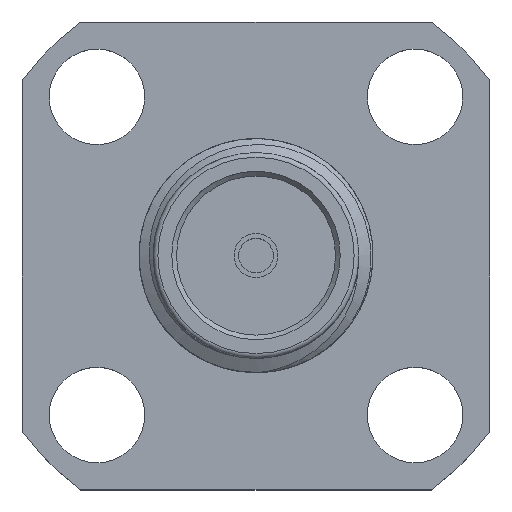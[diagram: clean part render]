
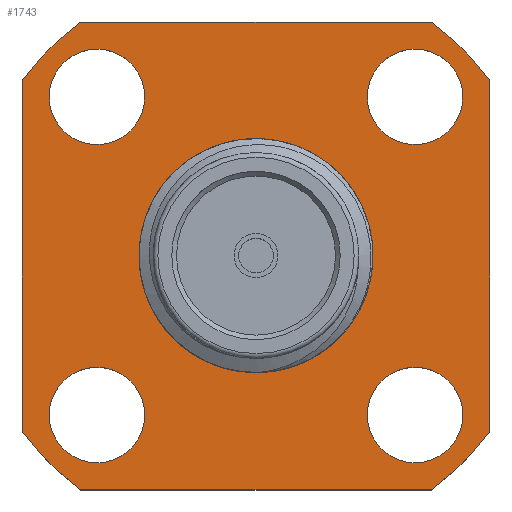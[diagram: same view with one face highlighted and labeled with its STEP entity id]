
A CAD part, top view. The second image highlights one B-rep face of the part: STEP entity #1743.
In plain terms, the highlighted planar face has unit normal (0, 0, 1).
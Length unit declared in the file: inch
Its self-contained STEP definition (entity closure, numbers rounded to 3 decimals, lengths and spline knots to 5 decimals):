
#71 = ORIENTED_EDGE ( 'NONE', *, *, #2720, .F. ) ;
#86 = ORIENTED_EDGE ( 'NONE', *, *, #2358, .T. ) ;
#88 = CARTESIAN_POINT ( 'NONE',  ( 0., 0., -0.31 ) ) ;
#107 = AXIS2_PLACEMENT_3D ( 'NONE', #625, #1721, #1513 ) ;
#122 = AXIS2_PLACEMENT_3D ( 'NONE', #409, #1333, #215 ) ;
#125 = AXIS2_PLACEMENT_3D ( 'NONE', #1666, #2519, #2270 ) ;
#183 = VERTEX_POINT ( 'NONE', #2101 ) ;
#187 = EDGE_CURVE ( 'NONE', #1508, #1508, #438, .T. ) ;
#212 = CARTESIAN_POINT ( 'NONE',  ( 0.1875, -0.25, -0.31 ) ) ;
#215 = DIRECTION ( 'NONE',  ( 1., 0., 0. ) ) ;
#217 = CIRCLE ( 'NONE', #960, 0.3125 ) ;
#259 = FACE_BOUND ( 'NONE', #2556, .T. ) ;
#270 = ORIENTED_EDGE ( 'NONE', *, *, #1125, .F. ) ;
#273 = FACE_BOUND ( 'NONE', #2614, .T. ) ;
#332 = DIRECTION ( 'NONE',  ( 0., 0., 1. ) ) ;
#343 = DIRECTION ( 'NONE',  ( 0., 1., 0. ) ) ;
#409 = CARTESIAN_POINT ( 'NONE',  ( 0., 0., -0.31 ) ) ;
#420 = VERTEX_POINT ( 'NONE', #2849 ) ;
#438 = CIRCLE ( 'NONE', #1407, 0.051 ) ;
#508 = ORIENTED_EDGE ( 'NONE', *, *, #701, .F. ) ;
#579 = CARTESIAN_POINT ( 'NONE',  ( -0.119, 0.17, -0.31 ) ) ;
#598 = AXIS2_PLACEMENT_3D ( 'NONE', #671, #1577, #2645 ) ;
#625 = CARTESIAN_POINT ( 'NONE',  ( 0., 0., -0.31 ) ) ;
#631 = CARTESIAN_POINT ( 'NONE',  ( -0.25, -0.25, -0.31 ) ) ;
#661 = VERTEX_POINT ( 'NONE', #2806 ) ;
#668 = CARTESIAN_POINT ( 'NONE',  ( 0.25, 0.1875, -0.31 ) ) ;
#671 = CARTESIAN_POINT ( 'NONE',  ( 0., 0., -0.31 ) ) ;
#673 = DIRECTION ( 'NONE',  ( 0., 0., 1. ) ) ;
#681 = FACE_BOUND ( 'NONE', #1527, .T. ) ;
#701 = EDGE_CURVE ( 'NONE', #851, #851, #2530, .T. ) ;
#757 = CARTESIAN_POINT ( 'NONE',  ( 0., 0., -0.31 ) ) ;
#759 = EDGE_CURVE ( 'NONE', #1246, #1246, #1363, .T. ) ;
#761 = AXIS2_PLACEMENT_3D ( 'NONE', #1268, #2157, #825 ) ;
#772 = ORIENTED_EDGE ( 'NONE', *, *, #1211, .T. ) ;
#825 = DIRECTION ( 'NONE',  ( 1., 0., 0. ) ) ;
#844 = ORIENTED_EDGE ( 'NONE', *, *, #2560, .T. ) ;
#851 = VERTEX_POINT ( 'NONE', #1731 ) ;
#871 = ORIENTED_EDGE ( 'NONE', *, *, #2250, .T. ) ;
#874 = VECTOR ( 'NONE', #343, 39.37008 ) ;
#896 = DIRECTION ( 'NONE',  ( 1., 0., 0. ) ) ;
#916 = CIRCLE ( 'NONE', #125, 0.051 ) ;
#941 = ORIENTED_EDGE ( 'NONE', *, *, #187, .F. ) ;
#960 = AXIS2_PLACEMENT_3D ( 'NONE', #88, #2127, #2597 ) ;
#971 = EDGE_CURVE ( 'NONE', #2714, #661, #2167, .T. ) ;
#1010 = DIRECTION ( 'NONE',  ( 1., 0., 0. ) ) ;
#1040 = EDGE_CURVE ( 'NONE', #1763, #1739, #2220, .T. ) ;
#1056 = EDGE_CURVE ( 'NONE', #1739, #2346, #1563, .T. ) ;
#1125 = EDGE_CURVE ( 'NONE', #1643, #1643, #916, .T. ) ;
#1144 = FACE_BOUND ( 'NONE', #1991, .T. ) ;
#1149 = VECTOR ( 'NONE', #1520, 39.37008 ) ;
#1157 = DIRECTION ( 'NONE',  ( 0., -1., 0. ) ) ;
#1211 = EDGE_CURVE ( 'NONE', #661, #420, #1718, .T. ) ;
#1222 = VERTEX_POINT ( 'NONE', #1620 ) ;
#1246 = VERTEX_POINT ( 'NONE', #2610 ) ;
#1268 = CARTESIAN_POINT ( 'NONE',  ( 0.17, 0.17, -0.31 ) ) ;
#1309 = CARTESIAN_POINT ( 'NONE',  ( -0.25, -0.25, -0.31 ) ) ;
#1333 = DIRECTION ( 'NONE',  ( 0., 0., 1. ) ) ;
#1342 = ORIENTED_EDGE ( 'NONE', *, *, #1056, .T. ) ;
#1363 = CIRCLE ( 'NONE', #107, 0.11989 ) ;
#1380 = CARTESIAN_POINT ( 'NONE',  ( 0., 0., -0.31 ) ) ;
#1382 = VECTOR ( 'NONE', #2199, 39.37008 ) ;
#1395 = AXIS2_PLACEMENT_3D ( 'NONE', #1813, #673, #896 ) ;
#1401 = VERTEX_POINT ( 'NONE', #668 ) ;
#1407 = AXIS2_PLACEMENT_3D ( 'NONE', #2572, #2070, #1010 ) ;
#1417 = ORIENTED_EDGE ( 'NONE', *, *, #759, .T. ) ;
#1456 = LINE ( 'NONE', #2630, #874 ) ;
#1469 = EDGE_CURVE ( 'NONE', #420, #1763, #2396, .T. ) ;
#1508 = VERTEX_POINT ( 'NONE', #1700 ) ;
#1513 = DIRECTION ( 'NONE',  ( -1., 0., 0. ) ) ;
#1520 = DIRECTION ( 'NONE',  ( 0., -1., 0. ) ) ;
#1527 = EDGE_LOOP ( 'NONE', ( #71 ) ) ;
#1530 = VECTOR ( 'NONE', #1937, 39.37008 ) ;
#1563 = LINE ( 'NONE', #1309, #1382 ) ;
#1566 = EDGE_LOOP ( 'NONE', ( #772, #2300, #2447, #1342, #871, #86, #844, #1801 ) ) ;
#1573 = DIRECTION ( 'NONE',  ( 0., 0., -1. ) ) ;
#1577 = DIRECTION ( 'NONE',  ( 0., 0., 1. ) ) ;
#1620 = CARTESIAN_POINT ( 'NONE',  ( 0.221, -0.17, -0.31 ) ) ;
#1643 = VERTEX_POINT ( 'NONE', #579 ) ;
#1651 = DIRECTION ( 'NONE',  ( 1., 0., 0. ) ) ;
#1666 = CARTESIAN_POINT ( 'NONE',  ( -0.17, 0.17, -0.31 ) ) ;
#1700 = CARTESIAN_POINT ( 'NONE',  ( -0.119, -0.17, -0.31 ) ) ;
#1718 = CIRCLE ( 'NONE', #2813, 0.3125 ) ;
#1721 = DIRECTION ( 'NONE',  ( 0., 0., -1. ) ) ;
#1731 = CARTESIAN_POINT ( 'NONE',  ( 0.221, 0.17, -0.31 ) ) ;
#1739 = VERTEX_POINT ( 'NONE', #2254 ) ;
#1743 = ADVANCED_FACE ( 'NONE', ( #681, #273, #1794, #259, #1144, #2037 ), #2668, .F. ) ;
#1748 = CARTESIAN_POINT ( 'NONE',  ( -0.25, 0.25, -0.31 ) ) ;
#1763 = VERTEX_POINT ( 'NONE', #2707 ) ;
#1794 = FACE_BOUND ( 'NONE', #2687, .T. ) ;
#1801 = ORIENTED_EDGE ( 'NONE', *, *, #971, .T. ) ;
#1813 = CARTESIAN_POINT ( 'NONE',  ( 0.17, -0.17, -0.31 ) ) ;
#1937 = DIRECTION ( 'NONE',  ( -1., 0., 0. ) ) ;
#1991 = EDGE_LOOP ( 'NONE', ( #1417 ) ) ;
#1998 = CARTESIAN_POINT ( 'NONE',  ( 0.1875, 0.25, -0.31 ) ) ;
#2037 = FACE_OUTER_BOUND ( 'NONE', #1566, .T. ) ;
#2070 = DIRECTION ( 'NONE',  ( 0., 0., 1. ) ) ;
#2101 = CARTESIAN_POINT ( 'NONE',  ( 0.25, -0.1875, -0.31 ) ) ;
#2127 = DIRECTION ( 'NONE',  ( 0., 0., 1. ) ) ;
#2157 = DIRECTION ( 'NONE',  ( 0., 0., 1. ) ) ;
#2167 = LINE ( 'NONE', #1748, #1530 ) ;
#2199 = DIRECTION ( 'NONE',  ( 1., 0., 0. ) ) ;
#2220 = CIRCLE ( 'NONE', #598, 0.3125 ) ;
#2250 = EDGE_CURVE ( 'NONE', #2346, #183, #2348, .T. ) ;
#2254 = CARTESIAN_POINT ( 'NONE',  ( -0.1875, -0.25, -0.31 ) ) ;
#2270 = DIRECTION ( 'NONE',  ( 1., 0., 0. ) ) ;
#2300 = ORIENTED_EDGE ( 'NONE', *, *, #1469, .T. ) ;
#2346 = VERTEX_POINT ( 'NONE', #212 ) ;
#2348 = CIRCLE ( 'NONE', #122, 0.3125 ) ;
#2356 = AXIS2_PLACEMENT_3D ( 'NONE', #1380, #1573, #1157 ) ;
#2358 = EDGE_CURVE ( 'NONE', #183, #1401, #1456, .T. ) ;
#2366 = CIRCLE ( 'NONE', #1395, 0.051 ) ;
#2396 = LINE ( 'NONE', #631, #1149 ) ;
#2447 = ORIENTED_EDGE ( 'NONE', *, *, #1040, .T. ) ;
#2519 = DIRECTION ( 'NONE',  ( 0., 0., 1. ) ) ;
#2530 = CIRCLE ( 'NONE', #761, 0.051 ) ;
#2556 = EDGE_LOOP ( 'NONE', ( #270 ) ) ;
#2560 = EDGE_CURVE ( 'NONE', #1401, #2714, #217, .T. ) ;
#2572 = CARTESIAN_POINT ( 'NONE',  ( -0.17, -0.17, -0.31 ) ) ;
#2597 = DIRECTION ( 'NONE',  ( 1., 0., 0. ) ) ;
#2610 = CARTESIAN_POINT ( 'NONE',  ( -0.11989, 0., -0.31 ) ) ;
#2614 = EDGE_LOOP ( 'NONE', ( #941 ) ) ;
#2630 = CARTESIAN_POINT ( 'NONE',  ( 0.25, -0.25, -0.31 ) ) ;
#2645 = DIRECTION ( 'NONE',  ( 1., 0., 0. ) ) ;
#2668 = PLANE ( 'NONE',  #2356 ) ;
#2687 = EDGE_LOOP ( 'NONE', ( #508 ) ) ;
#2707 = CARTESIAN_POINT ( 'NONE',  ( -0.25, -0.1875, -0.31 ) ) ;
#2714 = VERTEX_POINT ( 'NONE', #1998 ) ;
#2720 = EDGE_CURVE ( 'NONE', #1222, #1222, #2366, .T. ) ;
#2806 = CARTESIAN_POINT ( 'NONE',  ( -0.1875, 0.25, -0.31 ) ) ;
#2813 = AXIS2_PLACEMENT_3D ( 'NONE', #757, #332, #1651 ) ;
#2849 = CARTESIAN_POINT ( 'NONE',  ( -0.25, 0.1875, -0.31 ) ) ;
